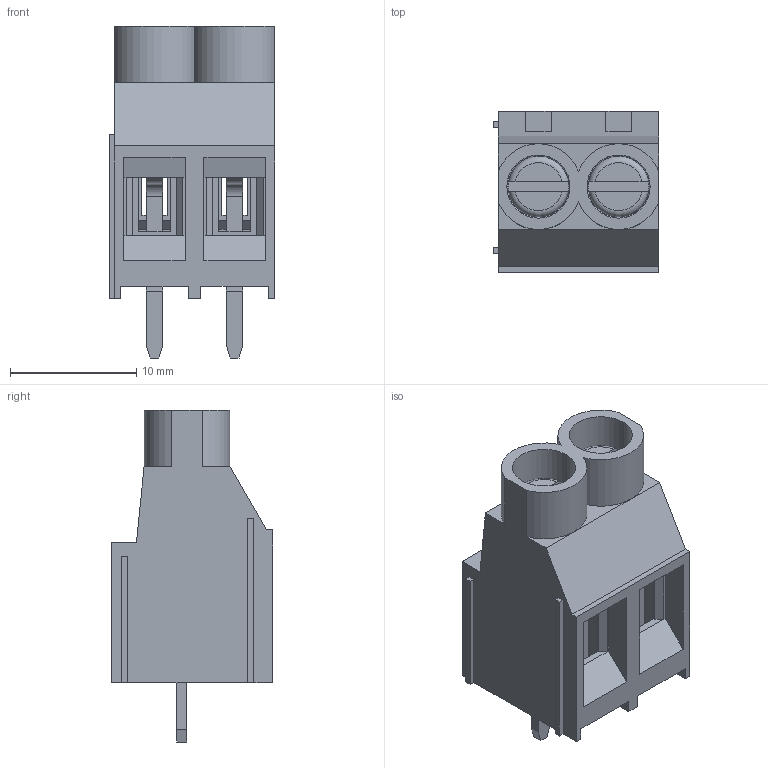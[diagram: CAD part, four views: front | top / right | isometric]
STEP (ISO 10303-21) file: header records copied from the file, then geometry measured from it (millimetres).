
FILE_DESCRIPTION (( 'STEP AP214' ), '1' );
FILE_NAME ('CONN-TH_P6.35_KF635-6.35-2P.step', '2022-08-02T18:44:34', ( '' ), ( '' ), 'SwSTEP 2.0', 'SolidWorks 2020', '' );
FILE_SCHEMA (( 'AUTOMOTIVE_DESIGN' ));
Length unit declared in the file: millimetre
Products named in the file (1): CONN-TH_P6.35_KF635-6.35-2P
Bounding box: 13.1 x 12.8 x 26.3 mm (x, y, z)
Volume: 1413.5 mm3; surface area: 3227 mm2
Topology: 14 solids, 14 shells, 687 faces, 1915 edges, 1266 vertices
Faces by surface type: plane 447, bspline 194, cylinder 38, torus 4, cone 4
Entity records: 32661 total; most frequent: CARTESIAN_POINT 9855, ORIENTED_EDGE 3830, DIRECTION 2595, EDGE_CURVE 1915, VECTOR 1423, LINE 1423, VERTEX_POINT 1266, EDGE_LOOP 729
